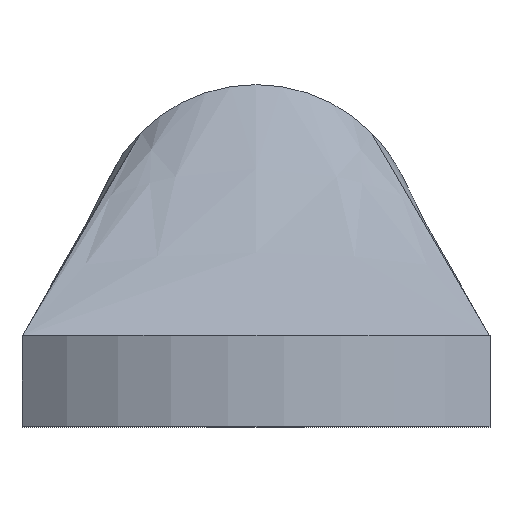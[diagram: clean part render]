
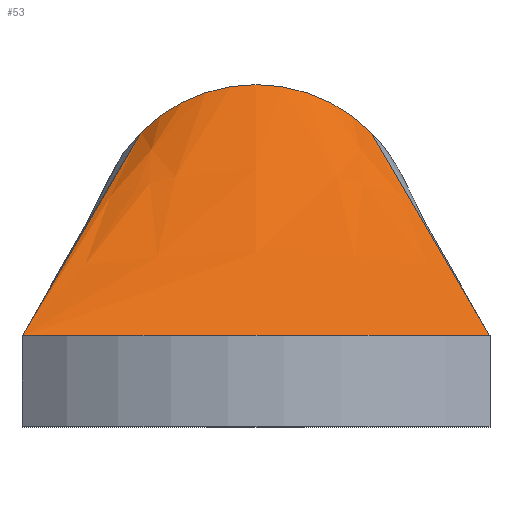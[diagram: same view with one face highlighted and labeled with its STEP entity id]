
A CAD part, top view. The second image highlights one B-rep face of the part: STEP entity #53.
In plain terms, the highlighted free-form (B-spline) face has degree [3, 3] with [9, 4] control points.
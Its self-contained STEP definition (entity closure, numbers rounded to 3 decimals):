
#53=ADVANCED_FACE('',(#81),#82,.T.);
#81=FACE_OUTER_BOUND('',#155,.T.);
#82=B_SPLINE_SURFACE_WITH_KNOTS('',3,3,((#156,#157,#158,#159),(#160,#161,#162,#163),(#164,#165,#166,#167),(#168,#169,#170,#171),(#172,#173,#174,#175),(#176,#177,#178,#179),(#180,#181,#182,#183),(#184,#185,#186,#187),(#188,#189,#190,#191)),.UNSPECIFIED.,.F.,.F.,.F.,(4,1,1,1,1,1,4),(4,4),(0.,0.0,0.25,0.5,0.75,1.0,1.),(0.,1.),.UNSPECIFIED.);
#155=EDGE_LOOP('',(#357,#358,#359,#360,#361));
#156=CARTESIAN_POINT('',(4.42,11.369,-22.501));
#157=CARTESIAN_POINT('',(5.947,8.746,-19.5));
#158=CARTESIAN_POINT('',(7.474,6.123,-16.5));
#159=CARTESIAN_POINT('',(9.002,3.499,-13.499));
#160=CARTESIAN_POINT('',(4.419,11.37,-22.501));
#161=CARTESIAN_POINT('',(5.947,8.746,-19.5));
#162=CARTESIAN_POINT('',(7.474,6.123,-16.5));
#163=CARTESIAN_POINT('',(9.001,3.499,-13.499));
#164=CARTESIAN_POINT('',(3.841,11.948,-22.501));
#165=CARTESIAN_POINT('',(5.061,9.132,-19.5));
#166=CARTESIAN_POINT('',(6.281,6.316,-16.5));
#167=CARTESIAN_POINT('',(7.501,3.499,-13.499));
#168=CARTESIAN_POINT('',(2.454,12.875,-22.501));
#169=CARTESIAN_POINT('',(3.136,9.75,-19.5));
#170=CARTESIAN_POINT('',(3.818,6.625,-16.5));
#171=CARTESIAN_POINT('',(4.5,3.499,-13.499));
#172=CARTESIAN_POINT('',(0.0,13.363,-22.501));
#173=CARTESIAN_POINT('',(0.0,10.075,-19.5));
#174=CARTESIAN_POINT('',(0.0,6.787,-16.5));
#175=CARTESIAN_POINT('',(0.0,3.499,-13.499));
#176=CARTESIAN_POINT('',(-2.454,12.875,-22.501));
#177=CARTESIAN_POINT('',(-3.136,9.75,-19.5));
#178=CARTESIAN_POINT('',(-3.818,6.625,-16.5));
#179=CARTESIAN_POINT('',(-4.5,3.499,-13.499));
#180=CARTESIAN_POINT('',(-3.841,11.948,-22.501));
#181=CARTESIAN_POINT('',(-5.061,9.132,-19.5));
#182=CARTESIAN_POINT('',(-6.281,6.316,-16.5));
#183=CARTESIAN_POINT('',(-7.501,3.499,-13.499));
#184=CARTESIAN_POINT('',(-4.419,11.37,-22.501));
#185=CARTESIAN_POINT('',(-5.947,8.746,-19.5));
#186=CARTESIAN_POINT('',(-7.474,6.123,-16.5));
#187=CARTESIAN_POINT('',(-9.001,3.499,-13.499));
#188=CARTESIAN_POINT('',(-4.42,11.37,-22.501));
#189=CARTESIAN_POINT('',(-5.947,8.746,-19.5));
#190=CARTESIAN_POINT('',(-7.474,6.123,-16.5));
#191=CARTESIAN_POINT('',(-9.002,3.499,-13.499));
#357=ORIENTED_EDGE('',*,*,#449,.T.);
#358=ORIENTED_EDGE('',*,*,#450,.T.);
#359=ORIENTED_EDGE('',*,*,#434,.T.);
#360=ORIENTED_EDGE('',*,*,#441,.F.);
#361=ORIENTED_EDGE('',*,*,#448,.T.);
#434=EDGE_CURVE('',#484,#485,#486,.T.);
#441=EDGE_CURVE('',#495,#485,#497,.T.);
#448=EDGE_CURVE('',#495,#507,#509,.T.);
#449=EDGE_CURVE('',#507,#510,#511,.T.);
#450=EDGE_CURVE('',#510,#484,#512,.T.);
#484=VERTEX_POINT('',#557);
#485=VERTEX_POINT('',#558);
#486=LINE('',#559,#560);
#495=VERTEX_POINT('',#573);
#497=LINE('',#575,#576);
#507=VERTEX_POINT('',#588);
#509=CIRCLE('',#591,6.25);
#510=VERTEX_POINT('',#592);
#511=CIRCLE('',#593,6.25);
#512=LINE('',#594,#595);
#557=CARTESIAN_POINT('',(-9.0,3.5,-13.5));
#558=CARTESIAN_POINT('',(9.0,3.5,-13.5));
#559=CARTESIAN_POINT('',(-9.0,3.5,-13.5));
#560=VECTOR('',#641,18.0);
#573=CARTESIAN_POINT('',(4.419,11.369,-22.5));
#575=CARTESIAN_POINT('',(4.419,11.369,-22.5));
#576=VECTOR('',#652,12.803);
#588=CARTESIAN_POINT('',(0.0,13.2,-22.5));
#591=AXIS2_PLACEMENT_3D('',#665,#666,#667);
#592=CARTESIAN_POINT('',(-4.419,11.369,-22.5));
#593=AXIS2_PLACEMENT_3D('',#668,#669,#670);
#594=CARTESIAN_POINT('',(-4.419,11.369,-22.5));
#595=VECTOR('',#671,12.803);
#641=DIRECTION('',(1.0,0.0,0.0));
#652=DIRECTION('',(0.358,-0.615,0.703));
#665=CARTESIAN_POINT('',(0.0,6.95,-22.5));
#666=DIRECTION('',(0.0,-0.0,1.0));
#667=DIRECTION('',(0.707,0.707,0.0));
#668=CARTESIAN_POINT('',(0.0,6.95,-22.5));
#669=DIRECTION('',(0.0,-0.0,1.0));
#670=DIRECTION('',(0.0,1.0,0.0));
#671=DIRECTION('',(-0.358,-0.615,0.703));
